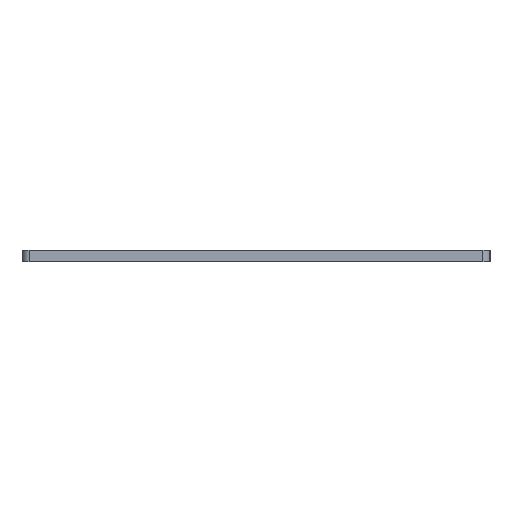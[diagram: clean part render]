
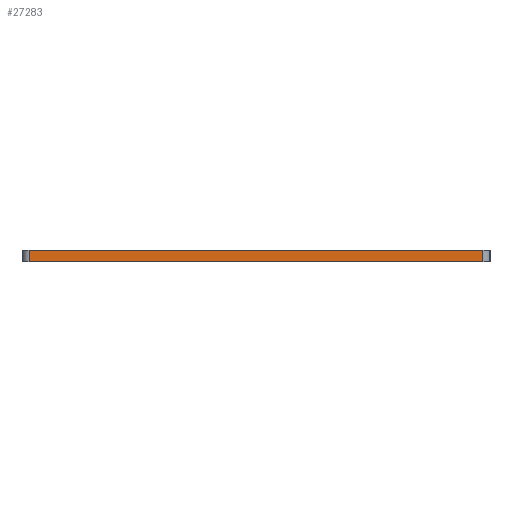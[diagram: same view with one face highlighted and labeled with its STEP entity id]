
A CAD part, left-side view. The second image highlights one B-rep face of the part: STEP entity #27283.
In plain terms, the highlighted planar face has unit normal (-1, 0, 0).
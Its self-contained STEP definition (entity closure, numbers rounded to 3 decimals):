
#73 = PLANE('',#74);
#74 = AXIS2_PLACEMENT_3D('',#75,#76,#77);
#75 = CARTESIAN_POINT('',(209.55,42.139,-2.));
#76 = DIRECTION('',(0.,0.,1.));
#77 = DIRECTION('',(1.,0.,0.));
#132 = PLANE('',#133);
#133 = AXIS2_PLACEMENT_3D('',#134,#135,#136);
#134 = CARTESIAN_POINT('',(209.55,42.139,0.));
#135 = DIRECTION('',(0.,0.,1.));
#136 = DIRECTION('',(1.,0.,0.));
#169 = CYLINDRICAL_SURFACE('',#170,1.27);
#170 = AXIS2_PLACEMENT_3D('',#171,#172,#173);
#171 = CARTESIAN_POINT('',(1.27,83.007,0.));
#172 = DIRECTION('',(0.,0.,1.));
#173 = DIRECTION('',(1.,0.,0.));
#306 = VERTEX_POINT('',#307);
#307 = CARTESIAN_POINT('',(0.,83.007,0.));
#333 = EDGE_CURVE('',#334,#306,#336,.T.);
#334 = VERTEX_POINT('',#335);
#335 = CARTESIAN_POINT('',(0.,1.27,0.));
#336 = SURFACE_CURVE('',#337,(#341,#348),.PCURVE_S1.);
#337 = LINE('',#338,#339);
#338 = CARTESIAN_POINT('',(0.,1.27,0.));
#339 = VECTOR('',#340,1.);
#340 = DIRECTION('',(0.,1.,0.));
#341 = PCURVE('',#132,#342);
#342 = DEFINITIONAL_REPRESENTATION('',(#343),#347);
#343 = LINE('',#344,#345);
#344 = CARTESIAN_POINT('',(-209.55,-40.869));
#345 = VECTOR('',#346,1.);
#346 = DIRECTION('',(0.,1.));
#347 = ( GEOMETRIC_REPRESENTATION_CONTEXT(2) 
PARAMETRIC_REPRESENTATION_CONTEXT() REPRESENTATION_CONTEXT('2D SPACE',''
  ) );
#348 = PCURVE('',#349,#354);
#349 = PLANE('',#350);
#350 = AXIS2_PLACEMENT_3D('',#351,#352,#353);
#351 = CARTESIAN_POINT('',(0.,1.27,0.));
#352 = DIRECTION('',(1.,0.,0.));
#353 = DIRECTION('',(0.,1.,0.));
#354 = DEFINITIONAL_REPRESENTATION('',(#355),#359);
#355 = LINE('',#356,#357);
#356 = CARTESIAN_POINT('',(0.,0.));
#357 = VECTOR('',#358,1.);
#358 = DIRECTION('',(1.,0.));
#359 = ( GEOMETRIC_REPRESENTATION_CONTEXT(2) 
PARAMETRIC_REPRESENTATION_CONTEXT() REPRESENTATION_CONTEXT('2D SPACE',''
  ) );
#382 = CYLINDRICAL_SURFACE('',#383,1.27);
#383 = AXIS2_PLACEMENT_3D('',#384,#385,#386);
#384 = CARTESIAN_POINT('',(1.27,1.27,0.));
#385 = DIRECTION('',(0.,0.,1.));
#386 = DIRECTION('',(1.,0.,0.));
#14951 = VERTEX_POINT('',#14952);
#14952 = CARTESIAN_POINT('',(0.,83.007,-2.));
#14978 = EDGE_CURVE('',#14979,#14951,#14981,.T.);
#14979 = VERTEX_POINT('',#14980);
#14980 = CARTESIAN_POINT('',(0.,1.27,-2.));
#14981 = SURFACE_CURVE('',#14982,(#14986,#14993),.PCURVE_S1.);
#14982 = LINE('',#14983,#14984);
#14983 = CARTESIAN_POINT('',(0.,1.27,-2.));
#14984 = VECTOR('',#14985,1.);
#14985 = DIRECTION('',(0.,1.,0.));
#14986 = PCURVE('',#73,#14987);
#14987 = DEFINITIONAL_REPRESENTATION('',(#14988),#14992);
#14988 = LINE('',#14989,#14990);
#14989 = CARTESIAN_POINT('',(-209.55,-40.869));
#14990 = VECTOR('',#14991,1.);
#14991 = DIRECTION('',(0.,1.));
#14992 = ( GEOMETRIC_REPRESENTATION_CONTEXT(2) 
PARAMETRIC_REPRESENTATION_CONTEXT() REPRESENTATION_CONTEXT('2D SPACE',''
  ) );
#14993 = PCURVE('',#349,#14994);
#14994 = DEFINITIONAL_REPRESENTATION('',(#14995),#14999);
#14995 = LINE('',#14996,#14997);
#14996 = CARTESIAN_POINT('',(0.,-2.));
#14997 = VECTOR('',#14998,1.);
#14998 = DIRECTION('',(1.,0.));
#14999 = ( GEOMETRIC_REPRESENTATION_CONTEXT(2) 
PARAMETRIC_REPRESENTATION_CONTEXT() REPRESENTATION_CONTEXT('2D SPACE',''
  ) );
#27233 = EDGE_CURVE('',#306,#14951,#27234,.T.);
#27234 = SURFACE_CURVE('',#27235,(#27239,#27246),.PCURVE_S1.);
#27235 = LINE('',#27236,#27237);
#27236 = CARTESIAN_POINT('',(0.,83.007,0.));
#27237 = VECTOR('',#27238,1.);
#27238 = DIRECTION('',(0.,0.,-1.));
#27239 = PCURVE('',#169,#27240);
#27240 = DEFINITIONAL_REPRESENTATION('',(#27241),#27245);
#27241 = LINE('',#27242,#27243);
#27242 = CARTESIAN_POINT('',(-3.142,0.));
#27243 = VECTOR('',#27244,1.);
#27244 = DIRECTION('',(0.,-1.));
#27245 = ( GEOMETRIC_REPRESENTATION_CONTEXT(2) 
PARAMETRIC_REPRESENTATION_CONTEXT() REPRESENTATION_CONTEXT('2D SPACE',''
  ) );
#27246 = PCURVE('',#349,#27247);
#27247 = DEFINITIONAL_REPRESENTATION('',(#27248),#27252);
#27248 = LINE('',#27249,#27250);
#27249 = CARTESIAN_POINT('',(81.737,0.));
#27250 = VECTOR('',#27251,1.);
#27251 = DIRECTION('',(0.,-1.));
#27252 = ( GEOMETRIC_REPRESENTATION_CONTEXT(2) 
PARAMETRIC_REPRESENTATION_CONTEXT() REPRESENTATION_CONTEXT('2D SPACE',''
  ) );
#27283 = ADVANCED_FACE('',(#27284),#349,.F.);
#27284 = FACE_BOUND('',#27285,.F.);
#27285 = EDGE_LOOP('',(#27286,#27307,#27308,#27309));
#27286 = ORIENTED_EDGE('',*,*,#27287,.T.);
#27287 = EDGE_CURVE('',#334,#14979,#27288,.T.);
#27288 = SURFACE_CURVE('',#27289,(#27293,#27300),.PCURVE_S1.);
#27289 = LINE('',#27290,#27291);
#27290 = CARTESIAN_POINT('',(0.,1.27,0.));
#27291 = VECTOR('',#27292,1.);
#27292 = DIRECTION('',(0.,0.,-1.));
#27293 = PCURVE('',#349,#27294);
#27294 = DEFINITIONAL_REPRESENTATION('',(#27295),#27299);
#27295 = LINE('',#27296,#27297);
#27296 = CARTESIAN_POINT('',(0.,0.));
#27297 = VECTOR('',#27298,1.);
#27298 = DIRECTION('',(0.,-1.));
#27299 = ( GEOMETRIC_REPRESENTATION_CONTEXT(2) 
PARAMETRIC_REPRESENTATION_CONTEXT() REPRESENTATION_CONTEXT('2D SPACE',''
  ) );
#27300 = PCURVE('',#382,#27301);
#27301 = DEFINITIONAL_REPRESENTATION('',(#27302),#27306);
#27302 = LINE('',#27303,#27304);
#27303 = CARTESIAN_POINT('',(-3.142,0.));
#27304 = VECTOR('',#27305,1.);
#27305 = DIRECTION('',(0.,-1.));
#27306 = ( GEOMETRIC_REPRESENTATION_CONTEXT(2) 
PARAMETRIC_REPRESENTATION_CONTEXT() REPRESENTATION_CONTEXT('2D SPACE',''
  ) );
#27307 = ORIENTED_EDGE('',*,*,#14978,.T.);
#27308 = ORIENTED_EDGE('',*,*,#27233,.F.);
#27309 = ORIENTED_EDGE('',*,*,#333,.F.);
